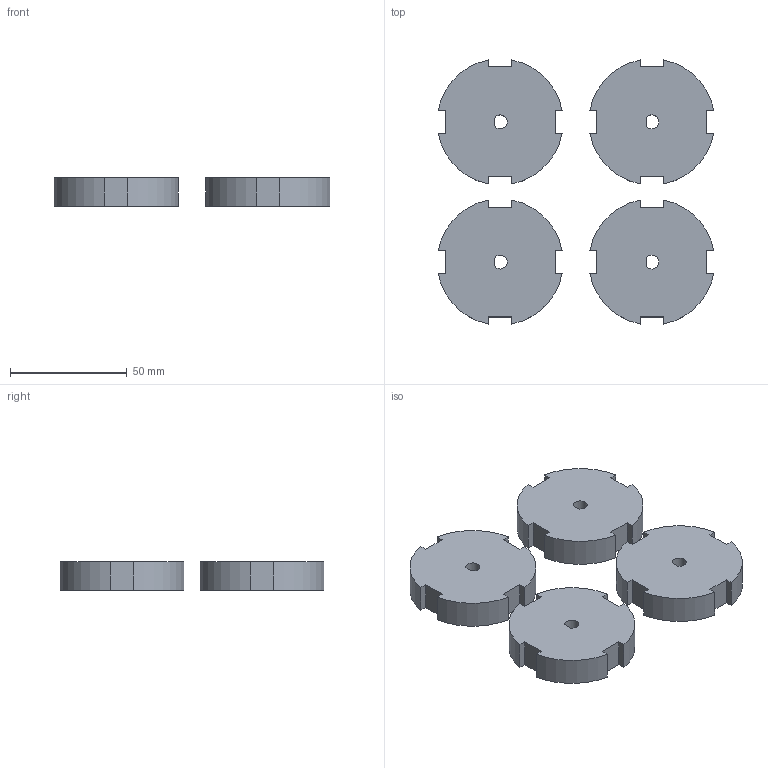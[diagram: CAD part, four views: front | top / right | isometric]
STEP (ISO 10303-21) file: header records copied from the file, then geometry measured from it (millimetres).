
FILE_DESCRIPTION(/* description */ (''),/* implementation_level */ '2;1');
FILE_NAME(/* name */ 'wheels_.step',/* time_stamp */ '2026-02-28T12:50:07+01:00',/* author */ (''),/* organization */ (''),/* preprocessor_version */ 'ST-DEVELOPER v20.1',/* originating_system */ 'Autodesk Translation Framework v14.24.0.0',/* authorisation */ '');
FILE_SCHEMA (('AUTOMOTIVE_DESIGN { 1 0 10303 214 3 1 1 }'));
Length unit declared in the file: millimetre
Products named in the file (1): 2026-02-11-22-26-04-609
Bounding box: 118.07 x 113.07 x 12 mm (x, y, z)
Volume: 102268.7 mm3; surface area: 27223.9 mm2
Topology: 4 solids, 4 shells, 80 faces, 216 edges, 144 vertices
Faces by surface type: plane 60, cylinder 20
Entity records: 2542 total; most frequent: CARTESIAN_POINT 441, ORIENTED_EDGE 432, DIRECTION 418, EDGE_CURVE 216, LINE 176, VECTOR 176, VERTEX_POINT 144, AXIS2_PLACEMENT_3D 121
